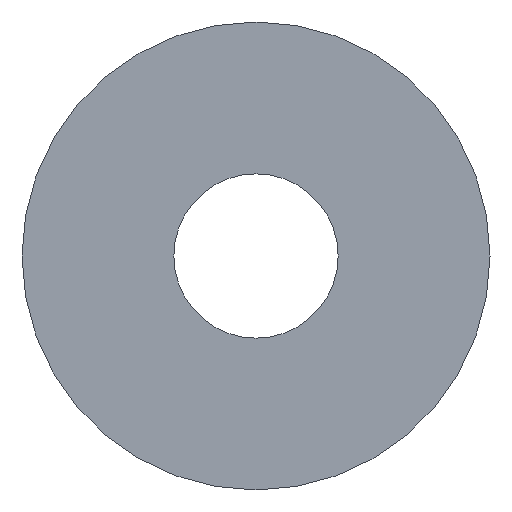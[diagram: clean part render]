
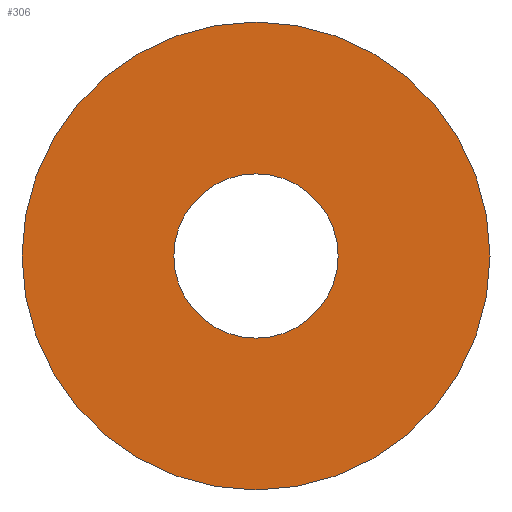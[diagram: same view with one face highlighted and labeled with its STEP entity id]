
A CAD part, left-side view. The second image highlights one B-rep face of the part: STEP entity #306.
In plain terms, the highlighted planar face has unit normal (-1, 0, 0).
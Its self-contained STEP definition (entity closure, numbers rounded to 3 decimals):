
#86=FACE_BOUND('',#121,.T.);
#88=PLANE('',#349);
#99=CIRCLE('',#348,31.75);
#100=CIRCLE('',#350,11.15);
#110=FACE_OUTER_BOUND('',#120,.T.);
#120=EDGE_LOOP('',(#260));
#121=EDGE_LOOP('',(#261));
#183=VERTEX_POINT('',#655);
#184=VERTEX_POINT('',#659);
#213=EDGE_CURVE('',#183,#183,#99,.T.);
#214=EDGE_CURVE('',#184,#184,#100,.T.);
#260=ORIENTED_EDGE('',*,*,#213,.F.);
#261=ORIENTED_EDGE('',*,*,#214,.T.);
#306=ADVANCED_FACE('',(#110,#86),#88,.T.);
#348=AXIS2_PLACEMENT_3D('',#657,#409,#410);
#349=AXIS2_PLACEMENT_3D('',#658,#411,#412);
#350=AXIS2_PLACEMENT_3D('',#660,#413,#414);
#409=DIRECTION('center_axis',(1.,0.,0.));
#410=DIRECTION('ref_axis',(0.,0.,-1.));
#411=DIRECTION('center_axis',(-1.,0.,0.));
#412=DIRECTION('ref_axis',(0.,0.,1.));
#413=DIRECTION('center_axis',(1.,0.,0.));
#414=DIRECTION('ref_axis',(0.,0.,-1.));
#655=CARTESIAN_POINT('',(-65.,-31.75,0.));
#657=CARTESIAN_POINT('Origin',(-65.,0.,0.));
#658=CARTESIAN_POINT('Origin',(-65.,31.75,0.));
#659=CARTESIAN_POINT('',(-65.,-11.15,0.));
#660=CARTESIAN_POINT('Origin',(-65.,0.,0.));
